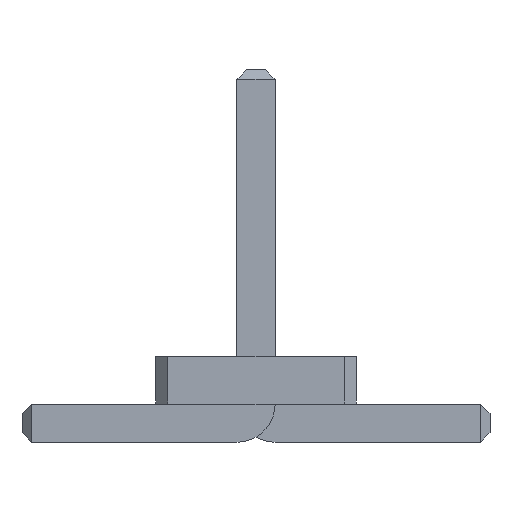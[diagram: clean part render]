
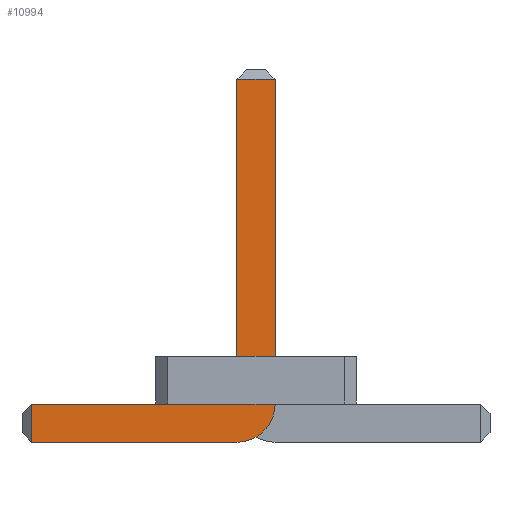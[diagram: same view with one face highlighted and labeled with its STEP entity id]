
A CAD part, front view. The second image highlights one B-rep face of the part: STEP entity #10994.
In plain terms, the highlighted planar face has unit normal (0, -1, 0).
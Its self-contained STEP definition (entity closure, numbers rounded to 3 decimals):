
#56=DIRECTION('',(0.,-1.,0.));
#67=DIRECTION('',(1.,0.,0.));
#2321=VECTOR('',#67,1.);
#2374=DIRECTION('',(-1.,0.,0.));
#4915=VECTOR('',#2374,1.);
#4924=DIRECTION('',(0.,0.,-1.));
#4943=VECTOR('',#4924,1.);
#10825=VECTOR('',#10826,1.);
#10826=DIRECTION('',(0.,0.,1.));
#10848=DIRECTION('',(-0.,-1.,-0.));
#10855=VERTEX_POINT('',#10856);
#10856=CARTESIAN_POINT('',(-2.35,-24.965,0.));
#10859=ORIENTED_EDGE('',*,*,#10860,.T.);
#10860=EDGE_CURVE('',#10855,#10861,#10863,.T.);
#10861=VERTEX_POINT('',#10862);
#10862=CARTESIAN_POINT('',(-0.2,-24.965,0.));
#10863=LINE('',#10864,#2321);
#10864=CARTESIAN_POINT('',(-2.45,-24.965,0.));
#10896=VERTEX_POINT('',#10897);
#10897=CARTESIAN_POINT('',(0.2,-24.965,0.4));
#10900=EDGE_CURVE('',#10861,#10896,#10901,.T.);
#10901=CIRCLE('',#10902,0.4);
#10902=AXIS2_PLACEMENT_3D('',#10903,#56,#4924);
#10903=CARTESIAN_POINT('',(-0.2,-24.965,0.4));
#10911=VERTEX_POINT('',#10903);
#10913=ORIENTED_EDGE('',*,*,#10914,.T.);
#10914=EDGE_CURVE('',#10911,#10915,#10917,.T.);
#10915=VERTEX_POINT('',#10916);
#10916=CARTESIAN_POINT('',(-2.35,-24.965,0.4));
#10917=LINE('',#10903,#4915);
#10927=ORIENTED_EDGE('',*,*,#10928,.T.);
#10928=EDGE_CURVE('',#10896,#10929,#10931,.T.);
#10929=VERTEX_POINT('',#10930);
#10930=CARTESIAN_POINT('',(0.2,-24.965,3.8));
#10931=LINE('',#10932,#10825);
#10932=CARTESIAN_POINT('',(0.2,-24.965,0.));
#10945=VERTEX_POINT('',#10946);
#10946=CARTESIAN_POINT('',(-0.2,-24.965,3.8));
#10948=ORIENTED_EDGE('',*,*,#10949,.T.);
#10949=EDGE_CURVE('',#10945,#10911,#10950,.T.);
#10950=LINE('',#10951,#4943);
#10951=CARTESIAN_POINT('',(-0.2,-24.965,3.9));
#10994=ADVANCED_FACE('',(#10995),#11004,.T.);
#10995=FACE_BOUND('',#10996,.T.);
#10996=EDGE_LOOP('',(#10859,#10997,#10927,#10998,#10948,#10913,#11001));
#10997=ORIENTED_EDGE('',*,*,#10900,.T.);
#10998=ORIENTED_EDGE('',*,*,#10999,.T.);
#10999=EDGE_CURVE('',#10929,#10945,#11000,.T.);
#11000=LINE('',#10930,#4915);
#11001=ORIENTED_EDGE('',*,*,#11002,.T.);
#11002=EDGE_CURVE('',#10915,#10855,#11003,.T.);
#11003=LINE('',#10916,#4943);
#11004=PLANE('',#11005);
#11005=AXIS2_PLACEMENT_3D('',#11006,#10848,#4924);
#11006=CARTESIAN_POINT('',(-0.524,-24.965,1.349));
